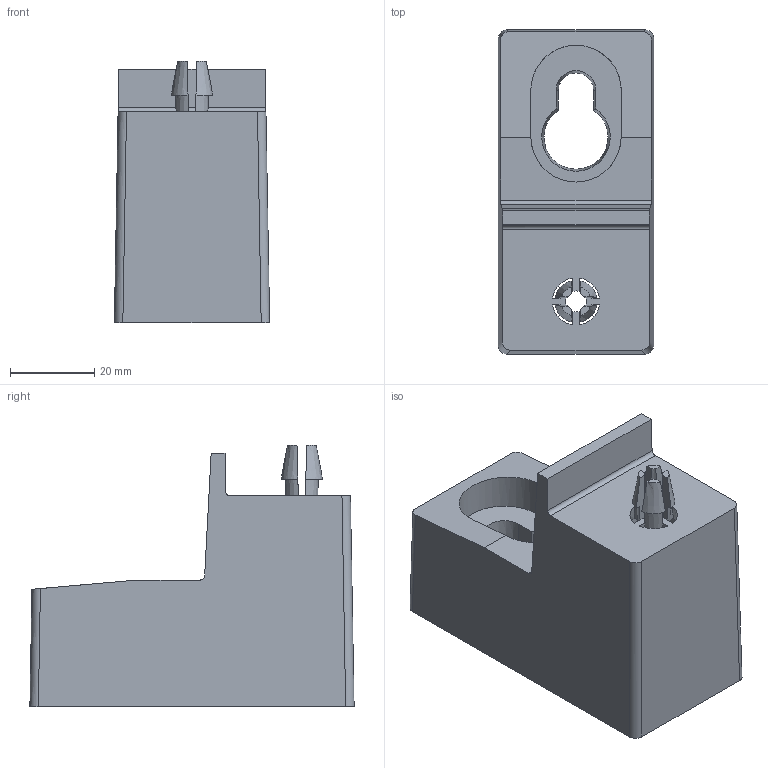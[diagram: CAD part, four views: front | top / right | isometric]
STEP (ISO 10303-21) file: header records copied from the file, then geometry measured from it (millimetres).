
FILE_DESCRIPTION (( 'STEP AP214' ), '1' );
FILE_NAME ('WMKQ50.STEP', '2015-07-30T08:03:01', ( '' ), ( '' ), 'SwSTEP 2.0', 'SolidWorks 2014', '' );
FILE_SCHEMA (( 'AUTOMOTIVE_DESIGN' ));
Length unit declared in the file: millimetre
Products named in the file (1): WMKQ50
Bounding box: 36.75 x 76.75 x 61.9 mm (x, y, z)
Volume: 35835.1 mm3; surface area: 28328.8 mm2
Topology: 1 solids, 1 shells, 110 faces, 321 edges, 214 vertices
Faces by surface type: plane 76, cone 23, cylinder 11
Entity records: 3783 total; most frequent: CARTESIAN_POINT 892, ORIENTED_EDGE 642, DIRECTION 544, EDGE_CURVE 321, VERTEX_POINT 214, AXIS2_PLACEMENT_3D 182, VECTOR 180, LINE 180
